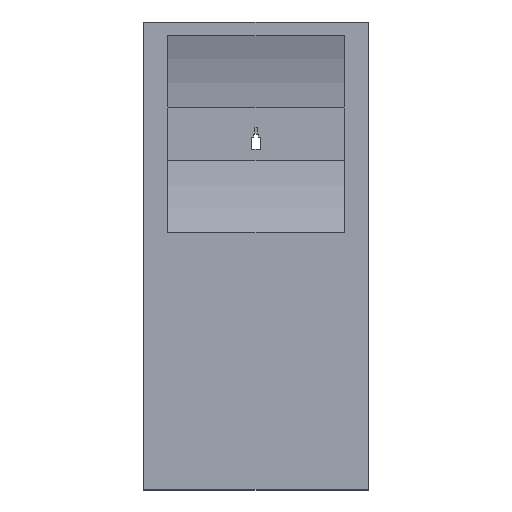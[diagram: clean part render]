
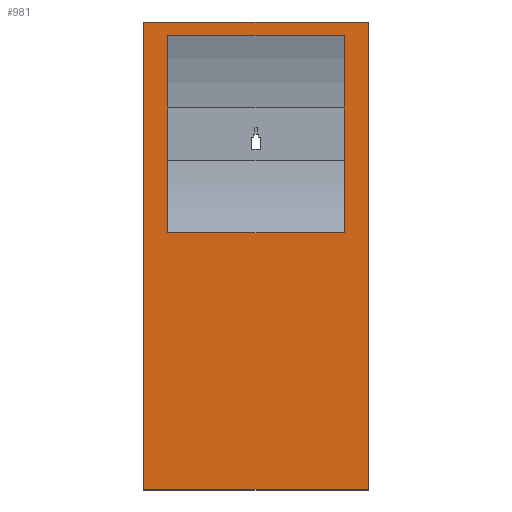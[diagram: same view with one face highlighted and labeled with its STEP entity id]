
A CAD part, top view. The second image highlights one B-rep face of the part: STEP entity #981.
In plain terms, the highlighted planar face has unit normal (0, 0, 1).
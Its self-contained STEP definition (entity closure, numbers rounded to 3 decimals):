
#15=FACE_BOUND('',#148,.T.);
#39=PLANE('',#1067);
#93=FACE_OUTER_BOUND('',#147,.T.);
#147=EDGE_LOOP('',(#785,#786,#787,#788));
#148=EDGE_LOOP('',(#789,#790,#791,#792));
#244=LINE('',#1505,#370);
#246=LINE('',#1511,#372);
#247=LINE('',#1514,#373);
#249=LINE('',#1521,#375);
#250=LINE('',#1523,#376);
#251=LINE('',#1525,#377);
#252=LINE('',#1526,#378);
#253=LINE('',#1527,#379);
#370=VECTOR('',#1224,10.);
#372=VECTOR('',#1230,10.);
#373=VECTOR('',#1233,10.);
#375=VECTOR('',#1239,10.);
#376=VECTOR('',#1240,10.);
#377=VECTOR('',#1241,10.);
#378=VECTOR('',#1242,10.);
#379=VECTOR('',#1243,10.);
#497=VERTEX_POINT('',#1498);
#500=VERTEX_POINT('',#1503);
#502=VERTEX_POINT('',#1509);
#503=VERTEX_POINT('',#1513);
#505=VERTEX_POINT('',#1519);
#506=VERTEX_POINT('',#1520);
#507=VERTEX_POINT('',#1522);
#508=VERTEX_POINT('',#1524);
#608=EDGE_CURVE('',#497,#500,#244,.T.);
#611=EDGE_CURVE('',#500,#502,#246,.T.);
#612=EDGE_CURVE('',#503,#497,#247,.T.);
#615=EDGE_CURVE('',#505,#506,#249,.T.);
#616=EDGE_CURVE('',#506,#507,#250,.T.);
#617=EDGE_CURVE('',#507,#508,#251,.T.);
#618=EDGE_CURVE('',#508,#505,#252,.T.);
#619=EDGE_CURVE('',#502,#503,#253,.T.);
#785=ORIENTED_EDGE('',*,*,#615,.T.);
#786=ORIENTED_EDGE('',*,*,#616,.T.);
#787=ORIENTED_EDGE('',*,*,#617,.T.);
#788=ORIENTED_EDGE('',*,*,#618,.T.);
#789=ORIENTED_EDGE('',*,*,#619,.T.);
#790=ORIENTED_EDGE('',*,*,#612,.T.);
#791=ORIENTED_EDGE('',*,*,#608,.T.);
#792=ORIENTED_EDGE('',*,*,#611,.T.);
#981=ADVANCED_FACE('',(#93,#15),#39,.T.);
#1067=AXIS2_PLACEMENT_3D('',#1518,#1237,#1238);
#1224=DIRECTION('',(0.,1.,0.));
#1230=DIRECTION('',(1.,0.,0.));
#1233=DIRECTION('',(-1.,0.,0.));
#1237=DIRECTION('center_axis',(0.,0.,1.));
#1238=DIRECTION('ref_axis',(1.,0.,0.));
#1239=DIRECTION('',(-1.,0.,0.));
#1240=DIRECTION('',(0.,-1.,0.));
#1241=DIRECTION('',(1.,0.,0.));
#1242=DIRECTION('',(0.,1.,0.));
#1243=DIRECTION('',(0.,-1.,0.));
#1498=CARTESIAN_POINT('',(-10.,-11.153,2.1));
#1503=CARTESIAN_POINT('',(-10.,11.153,2.1));
#1505=CARTESIAN_POINT('',(-10.,-1.9,2.1));
#1509=CARTESIAN_POINT('',(10.,11.153,2.1));
#1511=CARTESIAN_POINT('',(0.,11.153,2.1));
#1513=CARTESIAN_POINT('',(10.,-11.153,2.1));
#1514=CARTESIAN_POINT('',(0.,-11.153,2.1));
#1518=CARTESIAN_POINT('Origin',(0.,-13.8,2.1));
#1519=CARTESIAN_POINT('',(12.7,12.7,2.1));
#1520=CARTESIAN_POINT('',(-12.7,12.7,2.1));
#1521=CARTESIAN_POINT('',(-12.7,12.7,2.1));
#1522=CARTESIAN_POINT('',(-12.7,-40.3,2.1));
#1523=CARTESIAN_POINT('',(-12.7,-40.3,2.1));
#1524=CARTESIAN_POINT('',(12.7,-40.3,2.1));
#1525=CARTESIAN_POINT('',(12.7,-40.3,2.1));
#1526=CARTESIAN_POINT('',(12.7,12.7,2.1));
#1527=CARTESIAN_POINT('',(10.,-6.9,2.1));
